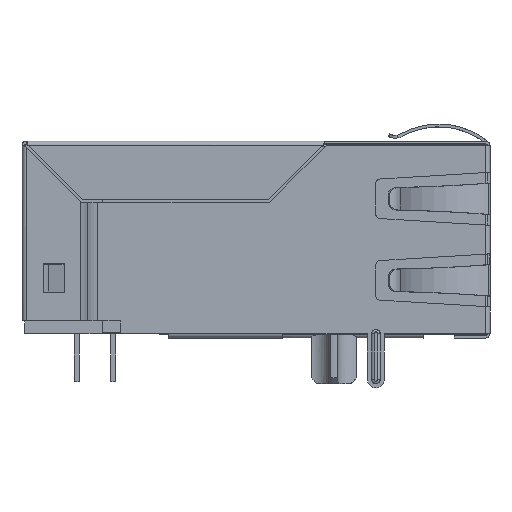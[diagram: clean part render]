
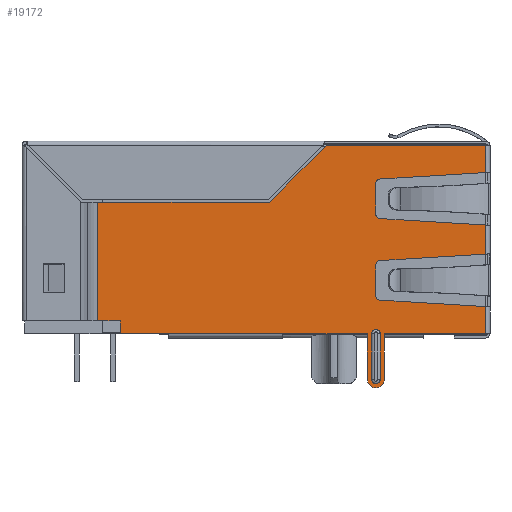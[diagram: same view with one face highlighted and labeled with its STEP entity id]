
A CAD part, left-side view. The second image highlights one B-rep face of the part: STEP entity #19172.
In plain terms, the highlighted face is planar.
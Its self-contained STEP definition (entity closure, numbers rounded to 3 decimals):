
#973=CIRCLE('',#20131,0.3);
#974=CIRCLE('',#20132,0.3);
#975=CIRCLE('',#20133,0.3);
#976=CIRCLE('',#20134,0.3);
#977=CIRCLE('',#20135,0.6);
#978=CIRCLE('',#20136,0.3);
#979=CIRCLE('',#20137,0.3);
#2768=ORIENTED_EDGE('',*,*,#6320,.T.);
#2769=ORIENTED_EDGE('',*,*,#6321,.F.);
#2770=ORIENTED_EDGE('',*,*,#6322,.T.);
#2771=ORIENTED_EDGE('',*,*,#6323,.F.);
#2772=ORIENTED_EDGE('',*,*,#6324,.T.);
#2773=ORIENTED_EDGE('',*,*,#6325,.F.);
#2774=ORIENTED_EDGE('',*,*,#6326,.T.);
#2775=ORIENTED_EDGE('',*,*,#6327,.F.);
#2776=ORIENTED_EDGE('',*,*,#6328,.T.);
#2777=ORIENTED_EDGE('',*,*,#6329,.T.);
#2778=ORIENTED_EDGE('',*,*,#6330,.T.);
#2779=ORIENTED_EDGE('',*,*,#6331,.T.);
#2780=ORIENTED_EDGE('',*,*,#6332,.T.);
#2781=ORIENTED_EDGE('',*,*,#6333,.T.);
#2782=ORIENTED_EDGE('',*,*,#6334,.T.);
#2783=ORIENTED_EDGE('',*,*,#6335,.T.);
#2784=ORIENTED_EDGE('',*,*,#6336,.T.);
#2785=ORIENTED_EDGE('',*,*,#6337,.T.);
#2786=ORIENTED_EDGE('',*,*,#6338,.T.);
#2787=ORIENTED_EDGE('',*,*,#6339,.F.);
#2788=ORIENTED_EDGE('',*,*,#6340,.F.);
#2789=ORIENTED_EDGE('',*,*,#6341,.F.);
#2790=ORIENTED_EDGE('',*,*,#6342,.T.);
#2791=ORIENTED_EDGE('',*,*,#6343,.T.);
#2792=ORIENTED_EDGE('',*,*,#6344,.T.);
#2793=ORIENTED_EDGE('',*,*,#6345,.F.);
#2794=ORIENTED_EDGE('',*,*,#6346,.T.);
#2795=ORIENTED_EDGE('',*,*,#6347,.F.);
#2796=ORIENTED_EDGE('',*,*,#6348,.T.);
#2797=ORIENTED_EDGE('',*,*,#6349,.T.);
#6320=EDGE_CURVE('',#8143,#8144,#9369,.T.);
#6321=EDGE_CURVE('',#8145,#8144,#973,.T.);
#6322=EDGE_CURVE('',#8145,#8146,#9370,.T.);
#6323=EDGE_CURVE('',#8143,#8146,#974,.T.);
#6324=EDGE_CURVE('',#8147,#8148,#9371,.T.);
#6325=EDGE_CURVE('',#8149,#8148,#975,.T.);
#6326=EDGE_CURVE('',#8149,#8150,#9372,.T.);
#6327=EDGE_CURVE('',#8151,#8150,#976,.T.);
#6328=EDGE_CURVE('',#8151,#8152,#9373,.T.);
#6329=EDGE_CURVE('',#8152,#8153,#9374,.T.);
#6330=EDGE_CURVE('',#8153,#8154,#9375,.T.);
#6331=EDGE_CURVE('',#8154,#8155,#9376,.T.);
#6332=EDGE_CURVE('',#8155,#8156,#9377,.T.);
#6333=EDGE_CURVE('',#8156,#8157,#9378,.T.);
#6334=EDGE_CURVE('',#8157,#8158,#9379,.T.);
#6335=EDGE_CURVE('',#8158,#8159,#9380,.T.);
#6336=EDGE_CURVE('',#8159,#8160,#9381,.T.);
#6337=EDGE_CURVE('',#8160,#8161,#9382,.T.);
#6338=EDGE_CURVE('',#8161,#8162,#9383,.T.);
#6339=EDGE_CURVE('',#8163,#8162,#9384,.T.);
#6340=EDGE_CURVE('',#8164,#8163,#977,.T.);
#6341=EDGE_CURVE('',#8165,#8164,#9385,.T.);
#6342=EDGE_CURVE('',#8165,#8166,#9386,.T.);
#6343=EDGE_CURVE('',#8166,#8167,#9387,.T.);
#6344=EDGE_CURVE('',#8167,#8168,#9388,.T.);
#6345=EDGE_CURVE('',#8169,#8168,#978,.T.);
#6346=EDGE_CURVE('',#8169,#8170,#9389,.T.);
#6347=EDGE_CURVE('',#8171,#8170,#979,.T.);
#6348=EDGE_CURVE('',#8171,#8172,#9390,.T.);
#6349=EDGE_CURVE('',#8172,#8147,#9391,.T.);
#8143=VERTEX_POINT('',#27114);
#8144=VERTEX_POINT('',#27115);
#8145=VERTEX_POINT('',#27117);
#8146=VERTEX_POINT('',#27119);
#8147=VERTEX_POINT('',#27122);
#8148=VERTEX_POINT('',#27123);
#8149=VERTEX_POINT('',#27125);
#8150=VERTEX_POINT('',#27127);
#8151=VERTEX_POINT('',#27129);
#8152=VERTEX_POINT('',#27131);
#8153=VERTEX_POINT('',#27133);
#8154=VERTEX_POINT('',#27135);
#8155=VERTEX_POINT('',#27137);
#8156=VERTEX_POINT('',#27139);
#8157=VERTEX_POINT('',#27141);
#8158=VERTEX_POINT('',#27143);
#8159=VERTEX_POINT('',#27145);
#8160=VERTEX_POINT('',#27147);
#8161=VERTEX_POINT('',#27149);
#8162=VERTEX_POINT('',#27151);
#8163=VERTEX_POINT('',#27153);
#8164=VERTEX_POINT('',#27155);
#8165=VERTEX_POINT('',#27157);
#8166=VERTEX_POINT('',#27159);
#8167=VERTEX_POINT('',#27161);
#8168=VERTEX_POINT('',#27163);
#8169=VERTEX_POINT('',#27165);
#8170=VERTEX_POINT('',#27167);
#8171=VERTEX_POINT('',#27169);
#8172=VERTEX_POINT('',#27171);
#9369=LINE('',#27113,#10630);
#9370=LINE('',#27118,#10631);
#9371=LINE('',#27121,#10632);
#9372=LINE('',#27126,#10633);
#9373=LINE('',#27130,#10634);
#9374=LINE('',#27132,#10635);
#9375=LINE('',#27134,#10636);
#9376=LINE('',#27136,#10637);
#9377=LINE('',#27138,#10638);
#9378=LINE('',#27140,#10639);
#9379=LINE('',#27142,#10640);
#9380=LINE('',#27144,#10641);
#9381=LINE('',#27146,#10642);
#9382=LINE('',#27148,#10643);
#9383=LINE('',#27150,#10644);
#9384=LINE('',#27152,#10645);
#9385=LINE('',#27156,#10646);
#9386=LINE('',#27158,#10647);
#9387=LINE('',#27160,#10648);
#9388=LINE('',#27162,#10649);
#9389=LINE('',#27166,#10650);
#9390=LINE('',#27170,#10651);
#9391=LINE('',#27172,#10652);
#10630=VECTOR('',#22333,1000.);
#10631=VECTOR('',#22336,1000.);
#10632=VECTOR('',#22339,1000.);
#10633=VECTOR('',#22342,1000.);
#10634=VECTOR('',#22345,1000.);
#10635=VECTOR('',#22346,1000.);
#10636=VECTOR('',#22347,1000.);
#10637=VECTOR('',#22348,1000.);
#10638=VECTOR('',#22349,1000.);
#10639=VECTOR('',#22350,1000.);
#10640=VECTOR('',#22351,1000.);
#10641=VECTOR('',#22352,1000.);
#10642=VECTOR('',#22353,1000.);
#10643=VECTOR('',#22354,1000.);
#10644=VECTOR('',#22355,1000.);
#10645=VECTOR('',#22356,1000.);
#10646=VECTOR('',#22359,1000.);
#10647=VECTOR('',#22360,1000.);
#10648=VECTOR('',#22361,1000.);
#10649=VECTOR('',#22362,1000.);
#10650=VECTOR('',#22365,1000.);
#10651=VECTOR('',#22368,1000.);
#10652=VECTOR('',#22369,1000.);
#11513=EDGE_LOOP('',(#2768,#2769,#2770,#2771));
#11514=EDGE_LOOP('',(#2772,#2773,#2774,#2775,#2776,#2777,#2778,#2779,#2780,
#2781,#2782,#2783,#2784,#2785,#2786,#2787,#2788,#2789,#2790,#2791,#2792,
#2793,#2794,#2795,#2796,#2797));
#12376=FACE_BOUND('',#11513,.T.);
#12377=FACE_BOUND('',#11514,.T.);
#13105=PLANE('',#20130);
#19172=ADVANCED_FACE('',(#12376,#12377),#13105,.T.);
#20130=AXIS2_PLACEMENT_3D('',#27112,#22331,#22332);
#20131=AXIS2_PLACEMENT_3D('',#27116,#22334,#22335);
#20132=AXIS2_PLACEMENT_3D('',#27120,#22337,#22338);
#20133=AXIS2_PLACEMENT_3D('',#27124,#22340,#22341);
#20134=AXIS2_PLACEMENT_3D('',#27128,#22343,#22344);
#20135=AXIS2_PLACEMENT_3D('',#27154,#22357,#22358);
#20136=AXIS2_PLACEMENT_3D('',#27164,#22363,#22364);
#20137=AXIS2_PLACEMENT_3D('',#27168,#22366,#22367);
#22331=DIRECTION('',(1.,0.,0.));
#22332=DIRECTION('',(0.,1.,0.));
#22333=DIRECTION('',(0.,0.,-1.));
#22334=DIRECTION('',(1.,0.,0.));
#22335=DIRECTION('',(0.,1.,0.));
#22336=DIRECTION('',(0.,0.,1.));
#22337=DIRECTION('',(1.,0.,0.));
#22338=DIRECTION('',(0.,1.,0.));
#22339=DIRECTION('',(0.,0.998,-0.061));
#22340=DIRECTION('',(1.,0.,0.));
#22341=DIRECTION('',(0.,1.,0.));
#22342=DIRECTION('',(0.,0.,-1.));
#22343=DIRECTION('',(1.,0.,0.));
#22344=DIRECTION('',(0.,1.,0.));
#22345=DIRECTION('',(0.,-0.998,-0.061));
#22346=DIRECTION('',(0.,0.,-1.));
#22347=DIRECTION('',(0.,1.,0.));
#22348=DIRECTION('',(0.,0.707,0.707));
#22349=DIRECTION('',(0.,1.,0.));
#22350=DIRECTION('',(0.,0.,1.));
#22351=DIRECTION('',(0.,-1.,0.));
#22352=DIRECTION('',(0.,0.,1.));
#22353=DIRECTION('',(0.,-1.,0.));
#22354=DIRECTION('',(0.,-1.,0.));
#22355=DIRECTION('',(0.,-1.,0.));
#22356=DIRECTION('',(0.,0.,-1.));
#22357=DIRECTION('',(-1.,0.,0.));
#22358=DIRECTION('',(0.,-1.,0.));
#22359=DIRECTION('',(0.,0.,1.));
#22360=DIRECTION('',(0.,-1.,0.));
#22361=DIRECTION('',(0.,0.,-1.));
#22362=DIRECTION('',(0.,0.998,-0.061));
#22363=DIRECTION('',(1.,0.,0.));
#22364=DIRECTION('',(0.,1.,0.));
#22365=DIRECTION('',(0.,0.,-1.));
#22366=DIRECTION('',(1.,0.,0.));
#22367=DIRECTION('',(0.,1.,0.));
#22368=DIRECTION('',(0.,-0.998,-0.061));
#22369=DIRECTION('',(0.,0.,-1.));
#27112=CARTESIAN_POINT('',(8.3,-16.23,6.6));
#27113=CARTESIAN_POINT('',(8.3,-8.1,6.6));
#27114=CARTESIAN_POINT('',(8.3,-8.1,9.8));
#27115=CARTESIAN_POINT('',(8.3,-8.1,6.6));
#27116=CARTESIAN_POINT('',(8.3,-8.4,6.6));
#27117=CARTESIAN_POINT('',(8.3,-8.7,6.6));
#27118=CARTESIAN_POINT('',(8.3,-8.7,6.6));
#27119=CARTESIAN_POINT('',(8.3,-8.7,9.8));
#27120=CARTESIAN_POINT('',(8.3,-8.4,9.8));
#27121=CARTESIAN_POINT('',(8.3,-16.4,-1.));
#27122=CARTESIAN_POINT('',(8.3,-16.1,-1.018));
#27123=CARTESIAN_POINT('',(8.3,-8.682,-1.472));
#27124=CARTESIAN_POINT('',(8.3,-8.7,-1.772));
#27125=CARTESIAN_POINT('',(8.3,-8.4,-1.772));
#27126=CARTESIAN_POINT('',(8.3,-8.4,-1.489));
#27127=CARTESIAN_POINT('',(8.3,-8.4,-3.943));
#27128=CARTESIAN_POINT('',(8.3,-8.7,-3.943));
#27129=CARTESIAN_POINT('',(8.3,-8.682,-4.243));
#27130=CARTESIAN_POINT('',(8.3,-8.4,-4.226));
#27131=CARTESIAN_POINT('',(8.3,-16.1,-4.697));
#27132=CARTESIAN_POINT('',(8.3,-16.1,6.6));
#27133=CARTESIAN_POINT('',(8.3,-16.1,-6.6));
#27134=CARTESIAN_POINT('',(8.3,-16.23,-6.6));
#27135=CARTESIAN_POINT('',(8.3,-4.93,-6.6));
#27136=CARTESIAN_POINT('',(8.3,-4.93,-6.6));
#27137=CARTESIAN_POINT('',(8.3,-0.946,-2.616));
#27138=CARTESIAN_POINT('',(8.3,-0.946,-2.616));
#27139=CARTESIAN_POINT('',(8.3,11.1,-2.616));
#27140=CARTESIAN_POINT('',(8.3,11.1,-2.616));
#27141=CARTESIAN_POINT('',(8.3,11.1,5.7));
#27142=CARTESIAN_POINT('',(8.3,-16.23,5.7));
#27143=CARTESIAN_POINT('',(8.3,9.5,5.7));
#27144=CARTESIAN_POINT('',(8.3,9.5,6.6));
#27145=CARTESIAN_POINT('',(8.3,9.5,6.6));
#27146=CARTESIAN_POINT('',(8.3,-16.23,6.6));
#27147=CARTESIAN_POINT('',(8.3,6.13,6.6));
#27148=CARTESIAN_POINT('',(8.3,6.13,6.6));
#27149=CARTESIAN_POINT('',(8.3,-1.87,6.6));
#27150=CARTESIAN_POINT('',(8.3,-16.23,6.6));
#27151=CARTESIAN_POINT('',(8.3,-7.8,6.6));
#27152=CARTESIAN_POINT('',(8.3,-7.8,9.8));
#27153=CARTESIAN_POINT('',(8.3,-7.8,9.8));
#27154=CARTESIAN_POINT('',(8.3,-8.4,9.8));
#27155=CARTESIAN_POINT('',(8.3,-9.,9.8));
#27156=CARTESIAN_POINT('',(8.3,-9.,6.6));
#27157=CARTESIAN_POINT('',(8.3,-9.,6.6));
#27158=CARTESIAN_POINT('',(8.3,-16.23,6.6));
#27159=CARTESIAN_POINT('',(8.3,-16.1,6.6));
#27160=CARTESIAN_POINT('',(8.3,-16.1,6.6));
#27161=CARTESIAN_POINT('',(8.3,-16.1,4.697));
#27162=CARTESIAN_POINT('',(8.3,-16.4,4.715));
#27163=CARTESIAN_POINT('',(8.3,-8.682,4.243));
#27164=CARTESIAN_POINT('',(8.3,-8.7,3.943));
#27165=CARTESIAN_POINT('',(8.3,-8.4,3.943));
#27166=CARTESIAN_POINT('',(8.3,-8.4,4.226));
#27167=CARTESIAN_POINT('',(8.3,-8.4,1.772));
#27168=CARTESIAN_POINT('',(8.3,-8.7,1.772));
#27169=CARTESIAN_POINT('',(8.3,-8.682,1.472));
#27170=CARTESIAN_POINT('',(8.3,-8.4,1.489));
#27171=CARTESIAN_POINT('',(8.3,-16.1,1.018));
#27172=CARTESIAN_POINT('',(8.3,-16.1,6.6));
